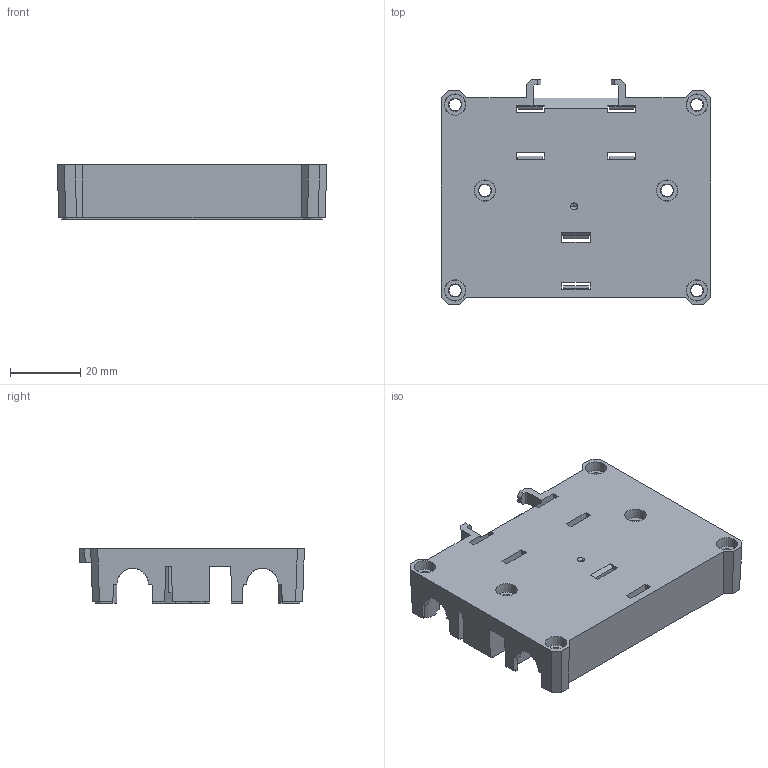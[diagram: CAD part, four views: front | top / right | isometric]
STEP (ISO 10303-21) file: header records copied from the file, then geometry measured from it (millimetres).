
FILE_DESCRIPTION (( 'STEP AP214' ), '1' );
FILE_NAME ('JXHSV06-08012-d Hotend sliding seat.step', '2023-01-05T07:16:14', ( '微软用户' ), ( '微软中国' ), 'SwSTEP 2.0', 'SolidWorks 2020', '' );
FILE_SCHEMA (( 'AUTOMOTIVE_DESIGN' ));
Length unit declared in the file: millimetre
Products named in the file (1): JXHSV06-08012-d Hotend sliding seat
Bounding box: 77 x 64.17 x 15.5 mm (x, y, z)
Volume: 26053.4 mm3; surface area: 29277 mm2
Topology: 1 solids, 1 shells, 723 faces, 2038 edges, 1340 vertices
Faces by surface type: plane 666, cone 36, cylinder 17, torus 4
Entity records: 23109 total; most frequent: CARTESIAN_POINT 4711, ORIENTED_EDGE 4076, DIRECTION 3400, EDGE_CURVE 2038, LINE 1754, VECTOR 1754, VERTEX_POINT 1340, AXIS2_PLACEMENT_3D 823
